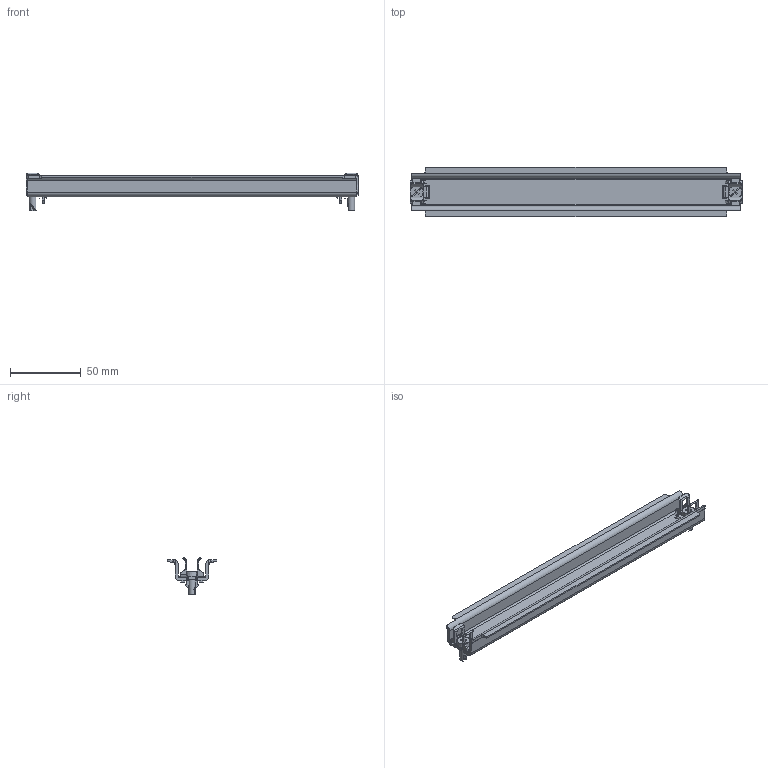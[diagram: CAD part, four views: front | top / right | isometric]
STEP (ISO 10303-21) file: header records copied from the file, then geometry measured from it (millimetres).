
FILE_DESCRIPTION( ( 'STEP AP214' ), '1' );
FILE_NAME( 'cl3_15.stp', '2021-07-06T08:50:31', ( 'License CC BY-ND 4.0' ), ( 'CADENAS' ), ' ', 'PARTsolutions', ' ' );
FILE_SCHEMA( ( 'AUTOMOTIVE_DESIGN { 1 0 10303 214 1 1 1 1 }' ) );
Length unit declared in the file: millimetre
Products named in the file (1): _036183_P
Bounding box: 234.5 x 35 x 26.5 mm (x, y, z)
Volume: 28911.5 mm3; surface area: 29088.5 mm2
Topology: 1 solids, 3 shells, 454 faces, 1328 edges, 872 vertices
Faces by surface type: plane 292, cylinder 158, cone 4
Full cylindrical faces by diameter (mm): 4.8 x4
Entity records: 18917 total; most frequent: CARTESIAN_POINT 3082, ORIENTED_EDGE 2632, DIRECTION 2481, EDGE_CURVE 1316, LINE 907, VECTOR 907, VERTEX_POINT 868, AXIS2_PLACEMENT_3D 787
